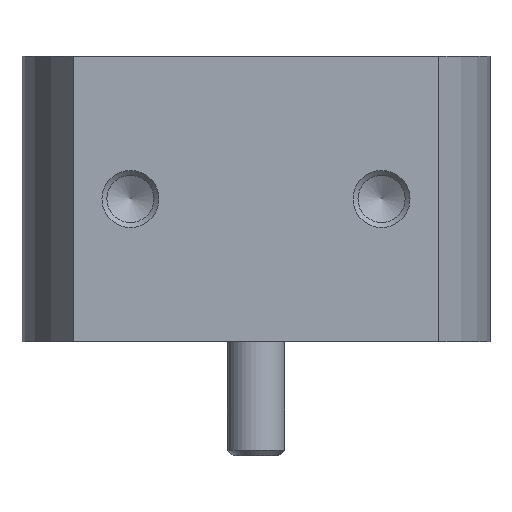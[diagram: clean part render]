
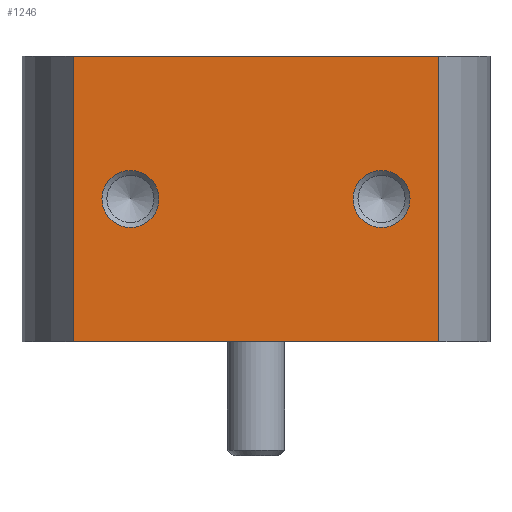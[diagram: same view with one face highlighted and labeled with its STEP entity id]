
A CAD part, left-side view. The second image highlights one B-rep face of the part: STEP entity #1246.
In plain terms, the highlighted face is planar.
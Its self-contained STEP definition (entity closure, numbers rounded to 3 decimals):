
#100=CIRCLE('',#1374,2.5);
#101=CIRCLE('',#1375,2.5);
#196=ORIENTED_EDGE('',*,*,#525,.F.);
#197=ORIENTED_EDGE('',*,*,#526,.F.);
#198=ORIENTED_EDGE('',*,*,#493,.T.);
#199=ORIENTED_EDGE('',*,*,#527,.F.);
#200=ORIENTED_EDGE('',*,*,#528,.F.);
#201=ORIENTED_EDGE('',*,*,#523,.T.);
#493=EDGE_CURVE('',#662,#661,#778,.T.);
#523=EDGE_CURVE('',#688,#662,#793,.T.);
#525=EDGE_CURVE('',#689,#689,#100,.T.);
#526=EDGE_CURVE('',#690,#690,#101,.T.);
#527=EDGE_CURVE('',#691,#661,#795,.T.);
#528=EDGE_CURVE('',#688,#691,#796,.T.);
#661=VERTEX_POINT('',#1925);
#662=VERTEX_POINT('',#1927);
#688=VERTEX_POINT('',#1987);
#689=VERTEX_POINT('',#1991);
#690=VERTEX_POINT('',#1993);
#691=VERTEX_POINT('',#1995);
#778=LINE('',#1926,#871);
#793=LINE('',#1986,#886);
#795=LINE('',#1994,#888);
#796=LINE('',#1996,#889);
#871=VECTOR('',#1517,1000.);
#886=VECTOR('',#1570,1000.);
#888=VECTOR('',#1578,1000.);
#889=VECTOR('',#1579,1000.);
#971=EDGE_LOOP('',(#196));
#972=EDGE_LOOP('',(#197));
#973=EDGE_LOOP('',(#198,#199,#200,#201));
#1088=FACE_BOUND('',#971,.T.);
#1089=FACE_BOUND('',#972,.T.);
#1090=FACE_BOUND('',#973,.T.);
#1202=PLANE('',#1373);
#1246=ADVANCED_FACE('',(#1088,#1089,#1090),#1202,.F.);
#1373=AXIS2_PLACEMENT_3D('',#1989,#1572,#1573);
#1374=AXIS2_PLACEMENT_3D('',#1990,#1574,#1575);
#1375=AXIS2_PLACEMENT_3D('',#1992,#1576,#1577);
#1517=DIRECTION('',(0.,1.,0.));
#1570=DIRECTION('',(0.,0.,-1.));
#1572=DIRECTION('',(-1.,0.,0.));
#1573=DIRECTION('',(0.,0.,1.));
#1574=DIRECTION('',(1.,0.,0.));
#1575=DIRECTION('',(0.,0.,-1.));
#1576=DIRECTION('',(1.,0.,0.));
#1577=DIRECTION('',(0.,0.,-1.));
#1578=DIRECTION('',(0.,0.,-1.));
#1579=DIRECTION('',(0.,1.,0.));
#1925=CARTESIAN_POINT('',(33.5,16.,-12.5));
#1926=CARTESIAN_POINT('',(33.5,-16.,-12.5));
#1927=CARTESIAN_POINT('',(33.5,-16.,-12.5));
#1986=CARTESIAN_POINT('',(33.5,-16.,12.5));
#1987=CARTESIAN_POINT('',(33.5,-16.,12.5));
#1989=CARTESIAN_POINT('',(33.5,-16.,12.5));
#1990=CARTESIAN_POINT('',(33.5,-11.,0.));
#1991=CARTESIAN_POINT('',(33.5,-11.,-2.5));
#1992=CARTESIAN_POINT('',(33.5,11.,0.));
#1993=CARTESIAN_POINT('',(33.5,11.,-2.5));
#1994=CARTESIAN_POINT('',(33.5,16.,12.5));
#1995=CARTESIAN_POINT('',(33.5,16.,12.5));
#1996=CARTESIAN_POINT('',(33.5,-16.,12.5));
